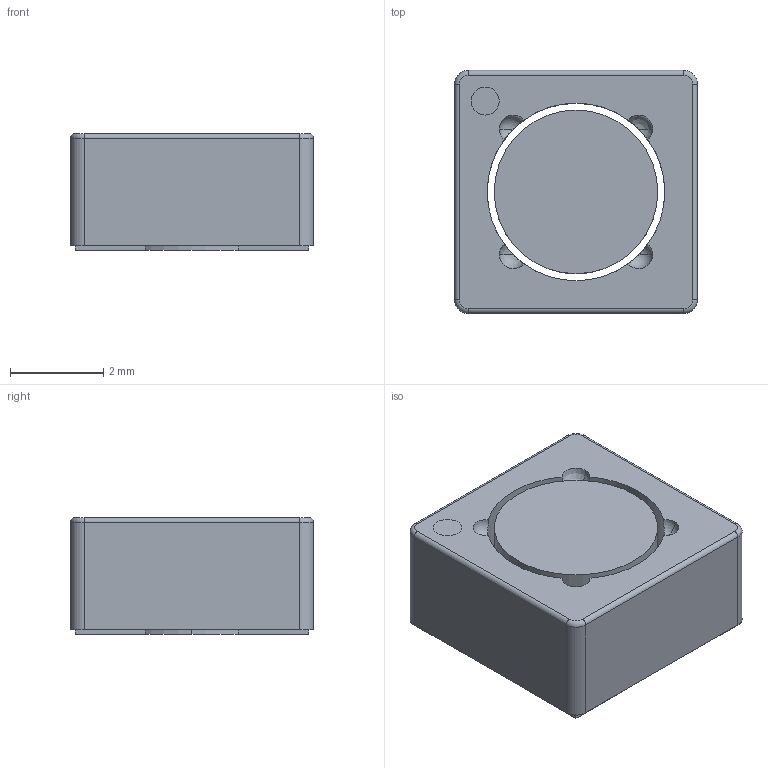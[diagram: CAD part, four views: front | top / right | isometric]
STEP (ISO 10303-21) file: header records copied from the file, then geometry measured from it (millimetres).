
FILE_DESCRIPTION((''),'2;1');
FILE_NAME('IND_COOPER_SDQ25.stp','2011-05-11T17:59:22',(''),(''),'Mechanical Desktop 2011','Mechanical Desktop 2011',', , ');
FILE_SCHEMA(('AUTOMOTIVE_DESIGN { 1 2 10303 214 1 1 1 1 }'));
Length unit declared in the file: millimetre
Products named in the file (1): Product
Bounding box: 5.2 x 5.2 x 2.5 mm (x, y, z)
Volume: 62.2 mm3; surface area: 173.9 mm2
Topology: 7 solids, 7 shells, 67 faces, 156 edges, 96 vertices
Faces by surface type: plane 23, cylinder 18, bspline 18, sphere 4, torus 4
Entity records: 2173 total; most frequent: CARTESIAN_POINT 646, DIRECTION 300, ORIENTED_EDGE 296, EDGE_CURVE 148, AXIS2_PLACEMENT_3D 110, VERTEX_POINT 96, VECTOR 80, LINE 80
